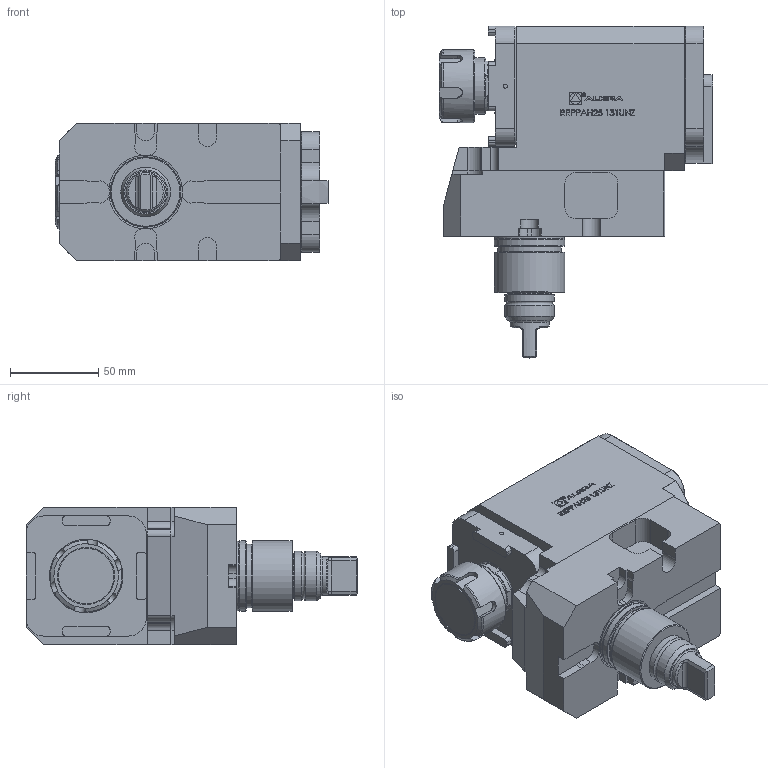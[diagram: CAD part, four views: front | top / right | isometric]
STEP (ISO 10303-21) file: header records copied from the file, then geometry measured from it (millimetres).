
FILE_DESCRIPTION (( 'STEP AP214' ), '1' );
FILE_NAME ('RRPPAH25131UNZ.STEP', '2024-05-13T05:55:38', ( '' ), ( '' ), 'SwSTEP 2.0', 'SolidWorks 2023', '' );
FILE_SCHEMA (( 'AUTOMOTIVE_DESIGN' ));
Length unit declared in the file: millimetre
Products named in the file (1): RRPPAH25131UNZ
Bounding box: 154.53 x 187.8 x 78 mm (x, y, z)
Volume: 1141682.5 mm3; surface area: 87983.7 mm2
Topology: 1 solids, 1 shells, 740 faces, 1985 edges, 1304 vertices
Faces by surface type: plane 445, cylinder 120, bspline 116, cone 40, torus 19
Full cylindrical faces by diameter (mm): 1.7 x1, 2.1 x1, 6.366 x1, 22 x1, 25 x1, 28 x2, 31.452 x1, 32 x1, 32.345 x1, 36 x1, 39.5 x1, 39.8 x1, 39.9 x1, 41.5 x1
Entity records: 36996 total; most frequent: CARTESIAN_POINT 11239, ORIENTED_EDGE 3892, DIRECTION 3163, EDGE_CURVE 1946, VECTOR 1311, LINE 1311, VERTEX_POINT 1296, AXIS2_PLACEMENT_3D 926
